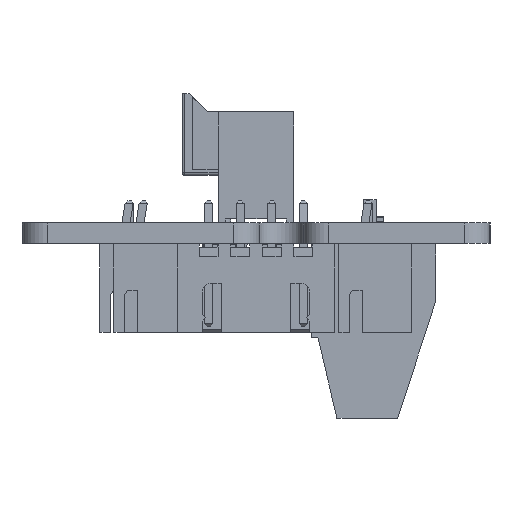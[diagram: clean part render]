
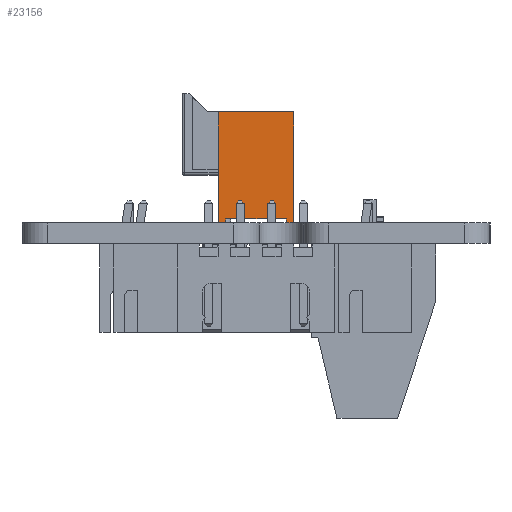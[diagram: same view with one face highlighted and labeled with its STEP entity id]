
A CAD part, left-side view. The second image highlights one B-rep face of the part: STEP entity #23156.
In plain terms, the highlighted planar face has unit normal (-1, 0, 0).
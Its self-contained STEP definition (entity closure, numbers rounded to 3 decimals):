
#128 = PLANE('',#129);
#129 = AXIS2_PLACEMENT_3D('',#130,#131,#132);
#130 = CARTESIAN_POINT('',(0.,2.99,0.));
#131 = DIRECTION('',(0.,1.,0.));
#132 = DIRECTION('',(1.,0.,0.));
#168 = PLANE('',#169);
#169 = AXIS2_PLACEMENT_3D('',#170,#171,#172);
#170 = CARTESIAN_POINT('',(10.47,-2.99,-4.23));
#171 = DIRECTION('',(0.,0.,-1.));
#172 = DIRECTION('',(0.,-1.,0.));
#209 = VERTEX_POINT('',#210);
#210 = CARTESIAN_POINT('',(-10.47,2.99,-4.83));
#224 = PLANE('',#225);
#225 = AXIS2_PLACEMENT_3D('',#226,#227,#228);
#226 = CARTESIAN_POINT('',(0.,-2.99,-4.83));
#227 = DIRECTION('',(0.,0.,-1.));
#228 = DIRECTION('',(0.,-1.,0.));
#236 = EDGE_CURVE('',#209,#237,#239,.T.);
#237 = VERTEX_POINT('',#238);
#238 = CARTESIAN_POINT('',(-10.47,2.99,4.23));
#239 = SURFACE_CURVE('',#240,(#244,#251),.PCURVE_S1.);
#240 = LINE('',#241,#242);
#241 = CARTESIAN_POINT('',(-10.47,2.99,-4.83)
  );
#242 = VECTOR('',#243,1.);
#243 = DIRECTION('',(0.,0.,1.));
#244 = PCURVE('',#128,#245);
#245 = DEFINITIONAL_REPRESENTATION('',(#246),#250);
#246 = LINE('',#247,#248);
#247 = CARTESIAN_POINT('',(-10.47,4.83));
#248 = VECTOR('',#249,1.);
#249 = DIRECTION('',(0.,-1.));
#250 = ( GEOMETRIC_REPRESENTATION_CONTEXT(2) 
PARAMETRIC_REPRESENTATION_CONTEXT() REPRESENTATION_CONTEXT('2D SPACE',''
  ) );
#251 = PCURVE('',#252,#257);
#252 = PLANE('',#253);
#253 = AXIS2_PLACEMENT_3D('',#254,#255,#256);
#254 = CARTESIAN_POINT('',(-10.47,-2.99,-4.23));
#255 = DIRECTION('',(-1.,0.,0.));
#256 = DIRECTION('',(0.,0.,1.));
#257 = DEFINITIONAL_REPRESENTATION('',(#258),#262);
#258 = LINE('',#259,#260);
#259 = CARTESIAN_POINT('',(-0.6,5.98));
#260 = VECTOR('',#261,1.);
#261 = DIRECTION('',(1.,0.));
#262 = ( GEOMETRIC_REPRESENTATION_CONTEXT(2) 
PARAMETRIC_REPRESENTATION_CONTEXT() REPRESENTATION_CONTEXT('2D SPACE',''
  ) );
#280 = PLANE('',#281);
#281 = AXIS2_PLACEMENT_3D('',#282,#283,#284);
#282 = CARTESIAN_POINT('',(-10.47,-2.99,4.23));
#283 = DIRECTION('',(0.,0.,1.));
#284 = DIRECTION('',(1.,0.,0.));
#2462 = PLANE('',#2463);
#2463 = AXIS2_PLACEMENT_3D('',#2464,#2465,#2466);
#2464 = CARTESIAN_POINT('',(0.,-2.99,0.));
#2465 = DIRECTION('',(0.,1.,0.));
#2466 = DIRECTION('',(1.,0.,0.));
#2490 = PLANE('',#2491);
#2491 = AXIS2_PLACEMENT_3D('',#2492,#2493,#2494);
#2492 = CARTESIAN_POINT('',(0.,-2.99,-4.83));
#2493 = DIRECTION('',(0.,0.,-1.));
#2494 = DIRECTION('',(0.,-1.,0.));
#2518 = PLANE('',#2519);
#2519 = AXIS2_PLACEMENT_3D('',#2520,#2521,#2522);
#2520 = CARTESIAN_POINT('',(-10.47,-2.39,-4.23));
#2521 = DIRECTION('',(0.,1.,0.));
#2522 = DIRECTION('',(1.,0.,0.));
#6784 = PLANE('',#6785);
#6785 = AXIS2_PLACEMENT_3D('',#6786,#6787,#6788);
#6786 = CARTESIAN_POINT('',(-9.67,2.39,-4.23));
#6787 = DIRECTION('',(0.,-1.,0.));
#6788 = DIRECTION('',(0.,0.,-1.));
#14219 = EDGE_CURVE('',#14220,#237,#14222,.T.);
#14220 = VERTEX_POINT('',#14221);
#14221 = CARTESIAN_POINT('',(-10.47,-2.99,4.23));
#14222 = SURFACE_CURVE('',#14223,(#14227,#14234),.PCURVE_S1.);
#14223 = LINE('',#14224,#14225);
#14224 = CARTESIAN_POINT('',(-10.47,-2.99,
    4.23));
#14225 = VECTOR('',#14226,1.);
#14226 = DIRECTION('',(0.,1.,0.));
#14227 = PCURVE('',#280,#14228);
#14228 = DEFINITIONAL_REPRESENTATION('',(#14229),#14233);
#14229 = LINE('',#14230,#14231);
#14230 = CARTESIAN_POINT('',(0.,0.));
#14231 = VECTOR('',#14232,1.);
#14232 = DIRECTION('',(0.,1.));
#14233 = ( GEOMETRIC_REPRESENTATION_CONTEXT(2) 
PARAMETRIC_REPRESENTATION_CONTEXT() REPRESENTATION_CONTEXT('2D SPACE',''
  ) );
#14234 = PCURVE('',#252,#14235);
#14235 = DEFINITIONAL_REPRESENTATION('',(#14236),#14240);
#14236 = LINE('',#14237,#14238);
#14237 = CARTESIAN_POINT('',(8.46,0.));
#14238 = VECTOR('',#14239,1.);
#14239 = DIRECTION('',(0.,1.));
#14240 = ( GEOMETRIC_REPRESENTATION_CONTEXT(2) 
PARAMETRIC_REPRESENTATION_CONTEXT() REPRESENTATION_CONTEXT('2D SPACE',''
  ) );
#15533 = VERTEX_POINT('',#15534);
#15534 = CARTESIAN_POINT('',(-10.47,-2.39,-4.83));
#15555 = EDGE_CURVE('',#15556,#15533,#15558,.T.);
#15556 = VERTEX_POINT('',#15557);
#15557 = CARTESIAN_POINT('',(-10.47,-2.39,-4.23));
#15558 = SURFACE_CURVE('',#15559,(#15563,#15570),.PCURVE_S1.);
#15559 = LINE('',#15560,#15561);
#15560 = CARTESIAN_POINT('',(-10.47,-2.39,
    -4.23));
#15561 = VECTOR('',#15562,1.);
#15562 = DIRECTION('',(0.,0.,-1.));
#15563 = PCURVE('',#2518,#15564);
#15564 = DEFINITIONAL_REPRESENTATION('',(#15565),#15569);
#15565 = LINE('',#15566,#15567);
#15566 = CARTESIAN_POINT('',(0.,0.));
#15567 = VECTOR('',#15568,1.);
#15568 = DIRECTION('',(0.,1.));
#15569 = ( GEOMETRIC_REPRESENTATION_CONTEXT(2) 
PARAMETRIC_REPRESENTATION_CONTEXT() REPRESENTATION_CONTEXT('2D SPACE',''
  ) );
#15570 = PCURVE('',#252,#15571);
#15571 = DEFINITIONAL_REPRESENTATION('',(#15572),#15576);
#15572 = LINE('',#15573,#15574);
#15573 = CARTESIAN_POINT('',(0.,0.6));
#15574 = VECTOR('',#15575,1.);
#15575 = DIRECTION('',(-1.,0.));
#15576 = ( GEOMETRIC_REPRESENTATION_CONTEXT(2) 
PARAMETRIC_REPRESENTATION_CONTEXT() REPRESENTATION_CONTEXT('2D SPACE',''
  ) );
#15971 = EDGE_CURVE('',#15556,#15972,#15974,.T.);
#15972 = VERTEX_POINT('',#15973);
#15973 = CARTESIAN_POINT('',(-10.47,2.39,-4.23));
#15974 = SURFACE_CURVE('',#15975,(#15979,#15986),.PCURVE_S1.);
#15975 = LINE('',#15976,#15977);
#15976 = CARTESIAN_POINT('',(-10.47,-2.39,
    -4.23));
#15977 = VECTOR('',#15978,1.);
#15978 = DIRECTION('',(0.,1.,0.));
#15979 = PCURVE('',#168,#15980);
#15980 = DEFINITIONAL_REPRESENTATION('',(#15981),#15985);
#15981 = LINE('',#15982,#15983);
#15982 = CARTESIAN_POINT('',(-0.6,20.94));
#15983 = VECTOR('',#15984,1.);
#15984 = DIRECTION('',(-1.,-0.));
#15985 = ( GEOMETRIC_REPRESENTATION_CONTEXT(2) 
PARAMETRIC_REPRESENTATION_CONTEXT() REPRESENTATION_CONTEXT('2D SPACE',''
  ) );
#15986 = PCURVE('',#252,#15987);
#15987 = DEFINITIONAL_REPRESENTATION('',(#15988),#15992);
#15988 = LINE('',#15989,#15990);
#15989 = CARTESIAN_POINT('',(0.,0.6));
#15990 = VECTOR('',#15991,1.);
#15991 = DIRECTION('',(0.,1.));
#15992 = ( GEOMETRIC_REPRESENTATION_CONTEXT(2) 
PARAMETRIC_REPRESENTATION_CONTEXT() REPRESENTATION_CONTEXT('2D SPACE',''
  ) );
#19602 = VERTEX_POINT('',#19603);
#19603 = CARTESIAN_POINT('',(-10.47,-2.99,-4.83));
#19624 = EDGE_CURVE('',#19602,#15533,#19625,.T.);
#19625 = SURFACE_CURVE('',#19626,(#19630,#19637),.PCURVE_S1.);
#19626 = LINE('',#19627,#19628);
#19627 = CARTESIAN_POINT('',(-10.47,-2.99,
    -4.83));
#19628 = VECTOR('',#19629,1.);
#19629 = DIRECTION('',(0.,1.,0.));
#19630 = PCURVE('',#2490,#19631);
#19631 = DEFINITIONAL_REPRESENTATION('',(#19632),#19636);
#19632 = LINE('',#19633,#19634);
#19633 = CARTESIAN_POINT('',(0.,10.47));
#19634 = VECTOR('',#19635,1.);
#19635 = DIRECTION('',(-1.,-0.));
#19636 = ( GEOMETRIC_REPRESENTATION_CONTEXT(2) 
PARAMETRIC_REPRESENTATION_CONTEXT() REPRESENTATION_CONTEXT('2D SPACE',''
  ) );
#19637 = PCURVE('',#252,#19638);
#19638 = DEFINITIONAL_REPRESENTATION('',(#19639),#19643);
#19639 = LINE('',#19640,#19641);
#19640 = CARTESIAN_POINT('',(-0.6,0.));
#19641 = VECTOR('',#19642,1.);
#19642 = DIRECTION('',(0.,1.));
#19643 = ( GEOMETRIC_REPRESENTATION_CONTEXT(2) 
PARAMETRIC_REPRESENTATION_CONTEXT() REPRESENTATION_CONTEXT('2D SPACE',''
  ) );
#22786 = EDGE_CURVE('',#15972,#22787,#22789,.T.);
#22787 = VERTEX_POINT('',#22788);
#22788 = CARTESIAN_POINT('',(-10.47,2.39,-4.83));
#22789 = SURFACE_CURVE('',#22790,(#22794,#22801),.PCURVE_S1.);
#22790 = LINE('',#22791,#22792);
#22791 = CARTESIAN_POINT('',(-10.47,2.39,
    -4.23));
#22792 = VECTOR('',#22793,1.);
#22793 = DIRECTION('',(0.,0.,-1.));
#22794 = PCURVE('',#6784,#22795);
#22795 = DEFINITIONAL_REPRESENTATION('',(#22796),#22800);
#22796 = LINE('',#22797,#22798);
#22797 = CARTESIAN_POINT('',(0.,-0.8));
#22798 = VECTOR('',#22799,1.);
#22799 = DIRECTION('',(1.,0.));
#22800 = ( GEOMETRIC_REPRESENTATION_CONTEXT(2) 
PARAMETRIC_REPRESENTATION_CONTEXT() REPRESENTATION_CONTEXT('2D SPACE',''
  ) );
#22801 = PCURVE('',#252,#22802);
#22802 = DEFINITIONAL_REPRESENTATION('',(#22803),#22807);
#22803 = LINE('',#22804,#22805);
#22804 = CARTESIAN_POINT('',(0.,5.38));
#22805 = VECTOR('',#22806,1.);
#22806 = DIRECTION('',(-1.,0.));
#22807 = ( GEOMETRIC_REPRESENTATION_CONTEXT(2) 
PARAMETRIC_REPRESENTATION_CONTEXT() REPRESENTATION_CONTEXT('2D SPACE',''
  ) );
#23059 = EDGE_CURVE('',#14220,#19602,#23060,.T.);
#23060 = SURFACE_CURVE('',#23061,(#23065,#23072),.PCURVE_S1.);
#23061 = LINE('',#23062,#23063);
#23062 = CARTESIAN_POINT('',(-10.47,-2.99,
    4.23));
#23063 = VECTOR('',#23064,1.);
#23064 = DIRECTION('',(0.,0.,-1.));
#23065 = PCURVE('',#2462,#23066);
#23066 = DEFINITIONAL_REPRESENTATION('',(#23067),#23071);
#23067 = LINE('',#23068,#23069);
#23068 = CARTESIAN_POINT('',(-10.47,-4.23));
#23069 = VECTOR('',#23070,1.);
#23070 = DIRECTION('',(0.,1.));
#23071 = ( GEOMETRIC_REPRESENTATION_CONTEXT(2) 
PARAMETRIC_REPRESENTATION_CONTEXT() REPRESENTATION_CONTEXT('2D SPACE',''
  ) );
#23072 = PCURVE('',#252,#23073);
#23073 = DEFINITIONAL_REPRESENTATION('',(#23074),#23078);
#23074 = LINE('',#23075,#23076);
#23075 = CARTESIAN_POINT('',(8.46,0.));
#23076 = VECTOR('',#23077,1.);
#23077 = DIRECTION('',(-1.,0.));
#23078 = ( GEOMETRIC_REPRESENTATION_CONTEXT(2) 
PARAMETRIC_REPRESENTATION_CONTEXT() REPRESENTATION_CONTEXT('2D SPACE',''
  ) );
#23156 = ADVANCED_FACE('',(#23157),#252,.T.);
#23157 = FACE_BOUND('',#23158,.T.);
#23158 = EDGE_LOOP('',(#23159,#23160,#23161,#23182,#23183,#23184,#23185,
    #23186));
#23159 = ORIENTED_EDGE('',*,*,#14219,.T.);
#23160 = ORIENTED_EDGE('',*,*,#236,.F.);
#23161 = ORIENTED_EDGE('',*,*,#23162,.F.);
#23162 = EDGE_CURVE('',#22787,#209,#23163,.T.);
#23163 = SURFACE_CURVE('',#23164,(#23168,#23175),.PCURVE_S1.);
#23164 = LINE('',#23165,#23166);
#23165 = CARTESIAN_POINT('',(-10.47,2.39,
    -4.83));
#23166 = VECTOR('',#23167,1.);
#23167 = DIRECTION('',(0.,1.,0.));
#23168 = PCURVE('',#252,#23169);
#23169 = DEFINITIONAL_REPRESENTATION('',(#23170),#23174);
#23170 = LINE('',#23171,#23172);
#23171 = CARTESIAN_POINT('',(-0.6,5.38));
#23172 = VECTOR('',#23173,1.);
#23173 = DIRECTION('',(0.,1.));
#23174 = ( GEOMETRIC_REPRESENTATION_CONTEXT(2) 
PARAMETRIC_REPRESENTATION_CONTEXT() REPRESENTATION_CONTEXT('2D SPACE',''
  ) );
#23175 = PCURVE('',#224,#23176);
#23176 = DEFINITIONAL_REPRESENTATION('',(#23177),#23181);
#23177 = LINE('',#23178,#23179);
#23178 = CARTESIAN_POINT('',(-5.38,10.47));
#23179 = VECTOR('',#23180,1.);
#23180 = DIRECTION('',(-1.,-0.));
#23181 = ( GEOMETRIC_REPRESENTATION_CONTEXT(2) 
PARAMETRIC_REPRESENTATION_CONTEXT() REPRESENTATION_CONTEXT('2D SPACE',''
  ) );
#23182 = ORIENTED_EDGE('',*,*,#22786,.F.);
#23183 = ORIENTED_EDGE('',*,*,#15971,.F.);
#23184 = ORIENTED_EDGE('',*,*,#15555,.T.);
#23185 = ORIENTED_EDGE('',*,*,#19624,.F.);
#23186 = ORIENTED_EDGE('',*,*,#23059,.F.);
